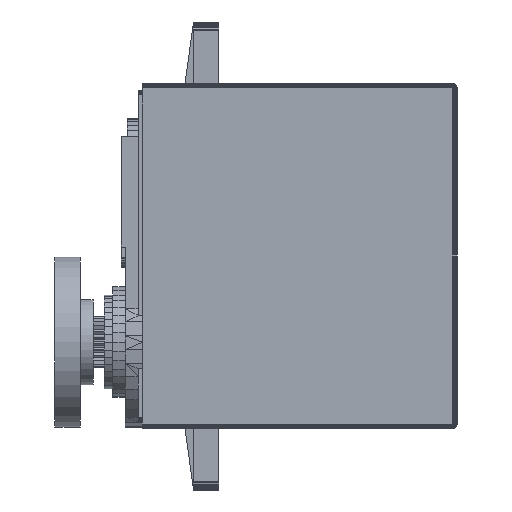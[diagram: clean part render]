
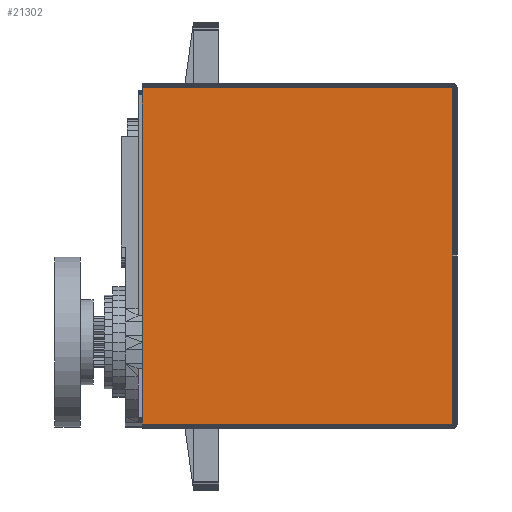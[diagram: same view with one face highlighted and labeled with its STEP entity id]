
A CAD part, left-side view. The second image highlights one B-rep face of the part: STEP entity #21302.
In plain terms, the highlighted planar face has unit normal (-1, 0, 0).
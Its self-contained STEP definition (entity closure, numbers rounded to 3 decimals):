
#1409=FACE_OUTER_BOUND('',#2788,.T.);
#2788=EDGE_LOOP('',(#17908,#17909,#17910,#17911,#17912));
#3159=LINE('',#29055,#6003);
#4098=LINE('',#30932,#6942);
#4151=LINE('',#31038,#6995);
#5649=LINE('',#34039,#8493);
#5650=LINE('',#34040,#8494);
#6003=VECTOR('',#23493,10.);
#6942=VECTOR('',#25644,10.);
#6995=VECTOR('',#25741,10.);
#8493=VECTOR('',#28261,10.);
#8494=VECTOR('',#28262,10.);
#8547=VERTEX_POINT('',#28481);
#8649=VERTEX_POINT('',#29054);
#8981=VERTEX_POINT('',#30931);
#9012=VERTEX_POINT('',#31037);
#9668=VERTEX_POINT('',#32980);
#10339=EDGE_CURVE('',#8547,#8649,#3159,.T.);
#11278=EDGE_CURVE('',#8547,#8981,#4098,.T.);
#11331=EDGE_CURVE('',#8649,#9012,#4151,.T.);
#12829=EDGE_CURVE('',#8981,#9668,#5649,.T.);
#12830=EDGE_CURVE('',#9668,#9012,#5650,.T.);
#17908=ORIENTED_EDGE('',*,*,#11331,.F.);
#17909=ORIENTED_EDGE('',*,*,#10339,.F.);
#17910=ORIENTED_EDGE('',*,*,#11278,.T.);
#17911=ORIENTED_EDGE('',*,*,#12829,.T.);
#17912=ORIENTED_EDGE('',*,*,#12830,.T.);
#19932=PLANE('',#22708);
#21302=ADVANCED_FACE('',(#1409),#19932,.T.);
#22708=AXIS2_PLACEMENT_3D('',#34038,#28259,#28260);
#23493=DIRECTION('',(0.,0.,-1.));
#25644=DIRECTION('',(0.,1.,0.));
#25741=DIRECTION('',(0.,1.,0.));
#28259=DIRECTION('center_axis',(-1.,0.,0.));
#28260=DIRECTION('ref_axis',(0.,1.,0.));
#28261=DIRECTION('',(0.,0.,-1.));
#28262=DIRECTION('',(0.,0.,-1.));
#28481=CARTESIAN_POINT('',(-10.,3.326,-1.862));
#29054=CARTESIAN_POINT('',(-10.,3.326,-41.362));
#29055=CARTESIAN_POINT('',(-10.,3.326,-1.862));
#30931=CARTESIAN_POINT('',(-10.,39.826,-1.862));
#30932=CARTESIAN_POINT('',(-10.,3.326,-1.862));
#31037=CARTESIAN_POINT('',(-10.,39.826,-41.362));
#31038=CARTESIAN_POINT('',(-10.,3.326,-41.362));
#32980=CARTESIAN_POINT('',(-10.,39.826,-31.737));
#34038=CARTESIAN_POINT('Origin',(-10.,39.826,-31.737));
#34039=CARTESIAN_POINT('',(-10.,39.826,-1.862));
#34040=CARTESIAN_POINT('',(-10.,39.826,-31.737));
